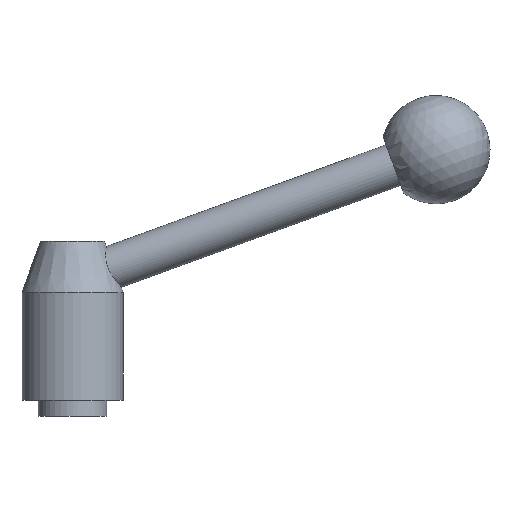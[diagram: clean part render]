
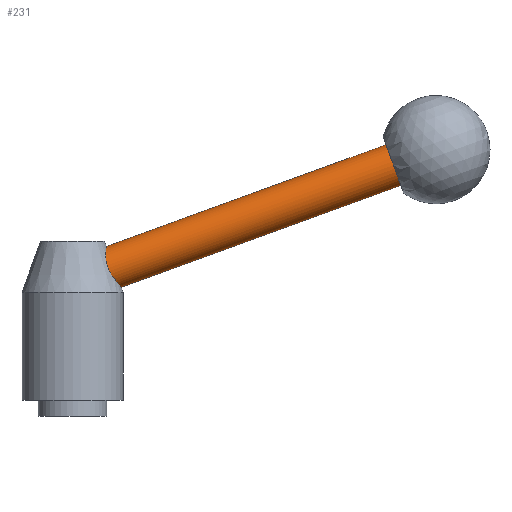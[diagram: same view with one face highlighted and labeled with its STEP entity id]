
A CAD part, front view. The second image highlights one B-rep face of the part: STEP entity #231.
In plain terms, the highlighted cylindrical face has radius 6 mm (diameter 12 mm), a partial arc.
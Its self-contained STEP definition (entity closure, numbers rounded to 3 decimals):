
#215=EDGE_CURVE('',#335,#321,#462,.T.);
#221=EDGE_CURVE('',#249,#301,#468,.T.);
#231=ADVANCED_FACE('',(#482),#483,.T.);
#241=EDGE_CURVE('',#301,#285,#495,.T.);
#249=VERTEX_POINT('',#505);
#285=VERTEX_POINT('',#546);
#299=EDGE_CURVE('',#249,#321,#560,.T.);
#301=VERTEX_POINT('',#562);
#321=VERTEX_POINT('',#583);
#331=EDGE_CURVE('',#335,#285,#594,.T.);
#335=VERTEX_POINT('',#598);
#462=CIRCLE('',#739,6.);
#468=B_SPLINE_CURVE_WITH_KNOTS('',3,(#747,#748,#749,#750,#751,#752,#753,#754,#755,#756,#757,#758,#759,#760,#761,#762,#763,#764),.UNSPECIFIED.,.F.,.F.,(4,2,2,2,2,2,2,2,4),(26.606,27.894,29.181,30.469,31.757,33.047,34.338,35.628,36.919),.UNSPECIFIED.);
#482=FACE_OUTER_BOUND('',#814,.T.);
#483=CYLINDRICAL_SURFACE('',#815,6.);
#495=B_SPLINE_CURVE_WITH_KNOTS('',3,(#829,#830,#831,#832,#833,#834,#835,#836,#837,#838,#839,#840,#841,#842,#843,#844,#845,#846),.UNSPECIFIED.,.F.,.F.,(4,2,2,2,2,2,2,2,4),(0.0,1.024,2.049,3.073,4.098,5.11,6.122,7.134,8.147),.UNSPECIFIED.);
#505=CARTESIAN_POINT('',(13.487,0.,35.814));
#546=CARTESIAN_POINT('',(9.383,0.,47.09));
#560=LINE('',#927,#928);
#562=CARTESIAN_POINT('',(9.591,-5.903,41.927));
#583=CARTESIAN_POINT('',(91.012,0.,64.031));
#594=LINE('',#974,#975);
#598=CARTESIAN_POINT('',(86.907,0.0,75.307));
#739=AXIS2_PLACEMENT_3D('',#1136,#1137,#1138);
#747=CARTESIAN_POINT('',(13.487,0.,35.814));
#748=CARTESIAN_POINT('',(13.487,-0.429,35.814));
#749=CARTESIAN_POINT('',(13.452,-0.869,35.851));
#750=CARTESIAN_POINT('',(13.312,-1.734,36.005));
#751=CARTESIAN_POINT('',(13.206,-2.159,36.121));
#752=CARTESIAN_POINT('',(12.936,-2.963,36.426));
#753=CARTESIAN_POINT('',(12.771,-3.342,36.616));
#754=CARTESIAN_POINT('',(12.403,-4.031,37.053));
#755=CARTESIAN_POINT('',(12.201,-4.341,37.301));
#756=CARTESIAN_POINT('',(11.788,-4.875,37.832));
#757=CARTESIAN_POINT('',(11.564,-5.117,38.133));
#758=CARTESIAN_POINT('',(11.11,-5.521,38.792));
#759=CARTESIAN_POINT('',(10.88,-5.683,39.149));
#760=CARTESIAN_POINT('',(10.443,-5.912,39.903));
#761=CARTESIAN_POINT('',(10.237,-5.979,40.301));
#762=CARTESIAN_POINT('',(9.873,-6.013,41.11));
#763=CARTESIAN_POINT('',(9.717,-5.98,41.523));
#764=CARTESIAN_POINT('',(9.591,-5.903,41.927));
#814=EDGE_LOOP('',(#1160,#1161,#1162,#1163,#1164));
#815=AXIS2_PLACEMENT_3D('',#1165,#1166,#1167);
#829=CARTESIAN_POINT('',(9.591,-5.903,41.927));
#830=CARTESIAN_POINT('',(9.492,-5.841,42.248));
#831=CARTESIAN_POINT('',(9.407,-5.749,42.579));
#832=CARTESIAN_POINT('',(9.275,-5.503,43.238));
#833=CARTESIAN_POINT('',(9.228,-5.349,43.566));
#834=CARTESIAN_POINT('',(9.168,-4.988,44.196));
#835=CARTESIAN_POINT('',(9.155,-4.781,44.499));
#836=CARTESIAN_POINT('',(9.152,-4.328,45.059));
#837=CARTESIAN_POINT('',(9.163,-4.083,45.317));
#838=CARTESIAN_POINT('',(9.193,-3.58,45.772));
#839=CARTESIAN_POINT('',(9.214,-3.303,45.987));
#840=CARTESIAN_POINT('',(9.261,-2.706,46.372));
#841=CARTESIAN_POINT('',(9.287,-2.387,46.541));
#842=CARTESIAN_POINT('',(9.331,-1.723,46.814));
#843=CARTESIAN_POINT('',(9.35,-1.378,46.919));
#844=CARTESIAN_POINT('',(9.376,-0.686,47.057));
#845=CARTESIAN_POINT('',(9.383,-0.337,47.09));
#846=CARTESIAN_POINT('',(9.383,0.,47.09));
#927=CARTESIAN_POINT('',(47.551,0.,48.212));
#928=VECTOR('',#1261,1.0);
#974=CARTESIAN_POINT('',(43.447,0.,59.489));
#975=VECTOR('',#1297,1.0);
#1136=CARTESIAN_POINT('',(88.959,0.0,69.669));
#1137=DIRECTION('',(0.94,0.0,0.342));
#1138=DIRECTION('',(-0.342,0.0,0.94));
#1160=ORIENTED_EDGE('',*,*,#331,.T.);
#1161=ORIENTED_EDGE('',*,*,#241,.F.);
#1162=ORIENTED_EDGE('',*,*,#221,.F.);
#1163=ORIENTED_EDGE('',*,*,#299,.T.);
#1164=ORIENTED_EDGE('',*,*,#215,.F.);
#1165=CARTESIAN_POINT('',(45.499,0.0,53.851));
#1166=DIRECTION('',(0.94,-0.0,0.342));
#1167=DIRECTION('',(-0.342,0.0,0.94));
#1261=DIRECTION('',(0.94,-0.0,0.342));
#1297=DIRECTION('',(-0.94,0.0,-0.342));
